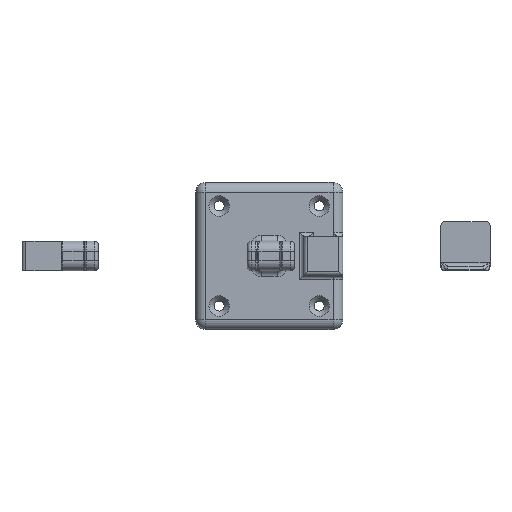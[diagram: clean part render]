
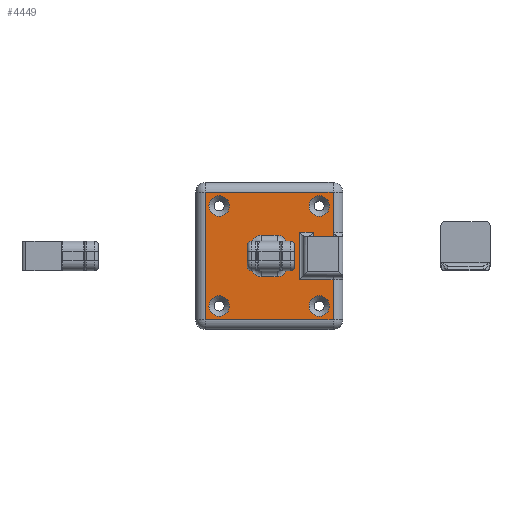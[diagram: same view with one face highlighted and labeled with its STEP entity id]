
A CAD part, left-side view. The second image highlights one B-rep face of the part: STEP entity #4449.
In plain terms, the highlighted planar face has unit normal (-1, 0, 0).
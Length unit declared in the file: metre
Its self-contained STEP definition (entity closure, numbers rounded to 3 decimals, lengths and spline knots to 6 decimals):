
#312=CIRCLE('',#4804,0.005);
#313=CIRCLE('',#4805,0.005);
#314=CIRCLE('',#4806,0.005);
#315=CIRCLE('',#4807,0.005);
#316=CIRCLE('',#4808,0.00522);
#317=CIRCLE('',#4809,0.00522);
#318=CIRCLE('',#4810,0.00522);
#319=CIRCLE('',#4811,0.00522);
#668=ORIENTED_EDGE('',*,*,#1982,.T.);
#669=ORIENTED_EDGE('',*,*,#1983,.T.);
#670=ORIENTED_EDGE('',*,*,#1984,.T.);
#671=ORIENTED_EDGE('',*,*,#1985,.T.);
#672=ORIENTED_EDGE('',*,*,#1986,.T.);
#673=ORIENTED_EDGE('',*,*,#1987,.T.);
#674=ORIENTED_EDGE('',*,*,#1988,.T.);
#675=ORIENTED_EDGE('',*,*,#1989,.T.);
#676=ORIENTED_EDGE('',*,*,#1990,.T.);
#677=ORIENTED_EDGE('',*,*,#1991,.T.);
#678=ORIENTED_EDGE('',*,*,#1992,.T.);
#679=ORIENTED_EDGE('',*,*,#1993,.T.);
#680=ORIENTED_EDGE('',*,*,#1994,.T.);
#681=ORIENTED_EDGE('',*,*,#1995,.T.);
#682=ORIENTED_EDGE('',*,*,#1996,.T.);
#683=ORIENTED_EDGE('',*,*,#1997,.T.);
#684=ORIENTED_EDGE('',*,*,#1998,.T.);
#685=ORIENTED_EDGE('',*,*,#1999,.T.);
#686=ORIENTED_EDGE('',*,*,#2000,.T.);
#687=ORIENTED_EDGE('',*,*,#2001,.F.);
#688=ORIENTED_EDGE('',*,*,#2002,.F.);
#689=ORIENTED_EDGE('',*,*,#2003,.F.);
#690=ORIENTED_EDGE('',*,*,#2004,.F.);
#1982=EDGE_CURVE('',#2645,#2646,#3054,.F.);
#1983=EDGE_CURVE('',#2646,#2647,#312,.F.);
#1984=EDGE_CURVE('',#2647,#2648,#3055,.T.);
#1985=EDGE_CURVE('',#2648,#2649,#313,.F.);
#1986=EDGE_CURVE('',#2649,#2650,#3056,.T.);
#1987=EDGE_CURVE('',#2650,#2651,#314,.F.);
#1988=EDGE_CURVE('',#2651,#2652,#3057,.F.);
#1989=EDGE_CURVE('',#2652,#2645,#315,.F.);
#1990=EDGE_CURVE('',#2653,#2654,#3058,.F.);
#1991=EDGE_CURVE('',#2654,#2655,#3059,.T.);
#1992=EDGE_CURVE('',#2655,#2656,#3060,.T.);
#1993=EDGE_CURVE('',#2656,#2657,#3061,.T.);
#1994=EDGE_CURVE('',#2657,#2658,#3062,.T.);
#1995=EDGE_CURVE('',#2658,#2659,#3063,.F.);
#1996=EDGE_CURVE('',#2659,#2660,#3064,.F.);
#1997=EDGE_CURVE('',#2660,#2661,#3065,.T.);
#1998=EDGE_CURVE('',#2661,#2662,#3066,.F.);
#1999=EDGE_CURVE('',#2662,#2663,#3067,.F.);
#2000=EDGE_CURVE('',#2663,#2653,#3068,.T.);
#2001=EDGE_CURVE('',#2664,#2664,#316,.T.);
#2002=EDGE_CURVE('',#2665,#2665,#317,.T.);
#2003=EDGE_CURVE('',#2666,#2666,#318,.T.);
#2004=EDGE_CURVE('',#2667,#2667,#319,.T.);
#2645=VERTEX_POINT('',#6971);
#2646=VERTEX_POINT('',#6972);
#2647=VERTEX_POINT('',#6974);
#2648=VERTEX_POINT('',#6976);
#2649=VERTEX_POINT('',#6978);
#2650=VERTEX_POINT('',#6980);
#2651=VERTEX_POINT('',#6982);
#2652=VERTEX_POINT('',#6984);
#2653=VERTEX_POINT('',#6987);
#2654=VERTEX_POINT('',#6988);
#2655=VERTEX_POINT('',#6990);
#2656=VERTEX_POINT('',#6992);
#2657=VERTEX_POINT('',#6994);
#2658=VERTEX_POINT('',#6996);
#2659=VERTEX_POINT('',#6998);
#2660=VERTEX_POINT('',#7000);
#2661=VERTEX_POINT('',#7002);
#2662=VERTEX_POINT('',#7004);
#2663=VERTEX_POINT('',#7006);
#2664=VERTEX_POINT('',#7009);
#2665=VERTEX_POINT('',#7011);
#2666=VERTEX_POINT('',#7013);
#2667=VERTEX_POINT('',#7015);
#3054=LINE('',#6970,#3375);
#3055=LINE('',#6975,#3376);
#3056=LINE('',#6979,#3377);
#3057=LINE('',#6983,#3378);
#3058=LINE('',#6986,#3379);
#3059=LINE('',#6989,#3380);
#3060=LINE('',#6991,#3381);
#3061=LINE('',#6993,#3382);
#3062=LINE('',#6995,#3383);
#3063=LINE('',#6997,#3384);
#3064=LINE('',#6999,#3385);
#3065=LINE('',#7001,#3386);
#3066=LINE('',#7003,#3387);
#3067=LINE('',#7005,#3388);
#3068=LINE('',#7007,#3389);
#3375=VECTOR('',#5457,1.);
#3376=VECTOR('',#5460,1.);
#3377=VECTOR('',#5463,1.);
#3378=VECTOR('',#5466,1.);
#3379=VECTOR('',#5469,1.);
#3380=VECTOR('',#5470,1.);
#3381=VECTOR('',#5471,1.);
#3382=VECTOR('',#5472,1.);
#3383=VECTOR('',#5473,1.);
#3384=VECTOR('',#5474,1.);
#3385=VECTOR('',#5475,1.);
#3386=VECTOR('',#5476,1.);
#3387=VECTOR('',#5477,1.);
#3388=VECTOR('',#5478,1.);
#3389=VECTOR('',#5479,1.);
#3684=EDGE_LOOP('',(#668,#669,#670,#671,#672,#673,#674,#675));
#3685=EDGE_LOOP('',(#676,#677,#678,#679,#680,#681,#682,#683,#684,#685,#686));
#3686=EDGE_LOOP('',(#687));
#3687=EDGE_LOOP('',(#688));
#3688=EDGE_LOOP('',(#689));
#3689=EDGE_LOOP('',(#690));
#4026=FACE_BOUND('',#3684,.T.);
#4027=FACE_BOUND('',#3685,.T.);
#4028=FACE_BOUND('',#3686,.T.);
#4029=FACE_BOUND('',#3687,.T.);
#4030=FACE_BOUND('',#3688,.T.);
#4031=FACE_BOUND('',#3689,.T.);
#4362=PLANE('',#4803);
#4449=ADVANCED_FACE('',(#4026,#4027,#4028,#4029,#4030,#4031),#4362,.T.);
#4803=AXIS2_PLACEMENT_3D('',#6969,#5455,#5456);
#4804=AXIS2_PLACEMENT_3D('',#6973,#5458,#5459);
#4805=AXIS2_PLACEMENT_3D('',#6977,#5461,#5462);
#4806=AXIS2_PLACEMENT_3D('',#6981,#5464,#5465);
#4807=AXIS2_PLACEMENT_3D('',#6985,#5467,#5468);
#4808=AXIS2_PLACEMENT_3D('',#7008,#5480,#5481);
#4809=AXIS2_PLACEMENT_3D('',#7010,#5482,#5483);
#4810=AXIS2_PLACEMENT_3D('',#7012,#5484,#5485);
#4811=AXIS2_PLACEMENT_3D('',#7014,#5486,#5487);
#5455=DIRECTION('',(-1.,0.,0.));
#5456=DIRECTION('',(0.,-1.,0.));
#5457=DIRECTION('',(0.,0.,-1.));
#5458=DIRECTION('',(-1.,0.,0.));
#5459=DIRECTION('',(0.,0.,1.));
#5460=DIRECTION('',(0.,-1.,0.));
#5461=DIRECTION('',(-1.,0.,0.));
#5462=DIRECTION('',(0.,0.,1.));
#5463=DIRECTION('',(0.,0.,-1.));
#5464=DIRECTION('',(-1.,0.,0.));
#5465=DIRECTION('',(0.,0.,1.));
#5466=DIRECTION('',(0.,-1.,0.));
#5467=DIRECTION('',(-1.,0.,0.));
#5468=DIRECTION('',(0.,0.,1.));
#5469=DIRECTION('',(0.,0.,1.));
#5470=DIRECTION('',(0.,-1.,0.));
#5471=DIRECTION('',(0.,0.,1.));
#5472=DIRECTION('',(0.,0.,1.));
#5473=DIRECTION('',(0.,1.,0.));
#5474=DIRECTION('',(0.,0.,1.));
#5475=DIRECTION('',(0.,1.,0.));
#5476=DIRECTION('',(0.,0.,1.));
#5477=DIRECTION('',(0.,-1.,0.));
#5478=DIRECTION('',(0.,0.,-1.));
#5479=DIRECTION('',(0.,-1.,0.));
#5480=DIRECTION('',(-1.,0.,0.));
#5481=DIRECTION('',(0.,0.,1.));
#5482=DIRECTION('',(-1.,0.,0.));
#5483=DIRECTION('',(0.,0.,1.));
#5484=DIRECTION('',(-1.,0.,0.));
#5485=DIRECTION('',(0.,0.,1.));
#5486=DIRECTION('',(-1.,0.,0.));
#5487=DIRECTION('',(0.,0.,1.));
#6969=CARTESIAN_POINT('',(-0.0575,-0.094,0.0075));
#6970=CARTESIAN_POINT('',(-0.0575,-0.085,0.0075));
#6971=CARTESIAN_POINT('',(-0.0575,-0.085,0.002));
#6972=CARTESIAN_POINT('',(-0.0575,-0.085,0.013));
#6973=CARTESIAN_POINT('',(-0.0575,-0.09,0.013));
#6974=CARTESIAN_POINT('',(-0.0575,-0.09,0.018));
#6975=CARTESIAN_POINT('',(-0.0575,-0.098,0.018));
#6976=CARTESIAN_POINT('',(-0.0575,-0.098,0.018));
#6977=CARTESIAN_POINT('',(-0.0575,-0.098,0.013));
#6978=CARTESIAN_POINT('',(-0.0575,-0.103,0.013));
#6979=CARTESIAN_POINT('',(-0.0575,-0.103,0.002));
#6980=CARTESIAN_POINT('',(-0.0575,-0.103,0.002));
#6981=CARTESIAN_POINT('',(-0.0575,-0.098,0.002));
#6982=CARTESIAN_POINT('',(-0.0575,-0.098,-0.003));
#6983=CARTESIAN_POINT('',(-0.0575,-0.094,-0.003));
#6984=CARTESIAN_POINT('',(-0.0575,-0.09,-0.003));
#6985=CARTESIAN_POINT('',(-0.0575,-0.09,0.002));
#6986=CARTESIAN_POINT('',(-0.0575,-0.1165,0.0005));
#6987=CARTESIAN_POINT('',(-0.0575,-0.1165,0.0195));
#6988=CARTESIAN_POINT('',(-0.0575,-0.1165,0.0025));
#6989=CARTESIAN_POINT('',(-0.0575,-0.1265,0.0025));
#6990=CARTESIAN_POINT('',(-0.0575,-0.1265,0.0025));
#6991=CARTESIAN_POINT('',(-0.0575,-0.1265,0.0075));
#6992=CARTESIAN_POINT('',(-0.0575,-0.1265,0.0195));
#6993=CARTESIAN_POINT('',(-0.0575,-0.1265,0.0075));
#6994=CARTESIAN_POINT('',(-0.0575,-0.1265,0.04));
#6995=CARTESIAN_POINT('',(-0.0575,-0.094,0.04));
#6996=CARTESIAN_POINT('',(-0.0575,-0.0615,0.04));
#6997=CARTESIAN_POINT('',(-0.0575,-0.0615,-0.03));
#6998=CARTESIAN_POINT('',(-0.0575,-0.0615,-0.025));
#6999=CARTESIAN_POINT('',(-0.0575,-0.1315,-0.025));
#7000=CARTESIAN_POINT('',(-0.0575,-0.1265,-0.025));
#7001=CARTESIAN_POINT('',(-0.0575,-0.1265,0.0075));
#7002=CARTESIAN_POINT('',(-0.0575,-0.1265,-0.0045));
#7003=CARTESIAN_POINT('',(-0.0575,-0.094,-0.0045));
#7004=CARTESIAN_POINT('',(-0.0575,-0.1095,-0.0045));
#7005=CARTESIAN_POINT('',(-0.0575,-0.1095,0.0075));
#7006=CARTESIAN_POINT('',(-0.0575,-0.1095,0.0195));
#7007=CARTESIAN_POINT('',(-0.0575,-0.1145,0.0195));
#7008=CARTESIAN_POINT('',(-0.0575,-0.0685,-0.018));
#7009=CARTESIAN_POINT('',(-0.0575,-0.0685,-0.01278));
#7010=CARTESIAN_POINT('',(-0.0575,-0.1195,-0.018));
#7011=CARTESIAN_POINT('',(-0.0575,-0.1195,-0.01278));
#7012=CARTESIAN_POINT('',(-0.0575,-0.1195,0.033));
#7013=CARTESIAN_POINT('',(-0.0575,-0.1195,0.03822));
#7014=CARTESIAN_POINT('',(-0.0575,-0.0685,0.033));
#7015=CARTESIAN_POINT('',(-0.0575,-0.0685,0.03822));
